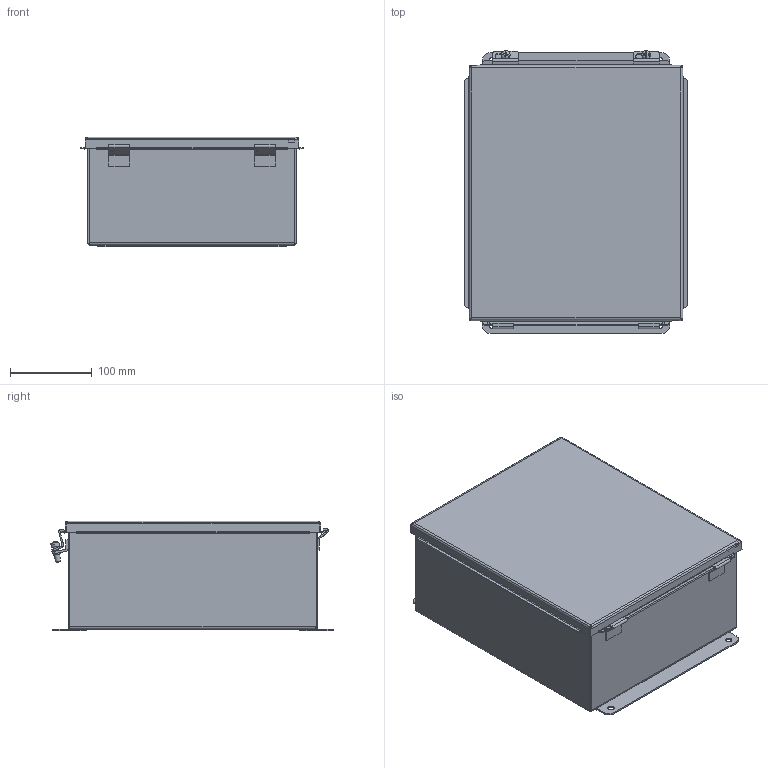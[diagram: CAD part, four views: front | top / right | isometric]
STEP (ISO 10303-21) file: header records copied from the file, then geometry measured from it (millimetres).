
FILE_DESCRIPTION(/* description */ ('JIC,CS,CLAMP COVER,12X10X5'),/* implementation_level */ '2;1');
FILE_NAME(/* name */ 'B121005.stp',/* time_stamp */ '2021-10-23T15:27:12-05:00',/* author */ ('dnichola'),/* organization */ (''),/* preprocessor_version */ 'ST-DEVELOPER v18',/* originating_system */ 'Autodesk Inventor 2020',/* authorisation */ '');
FILE_SCHEMA (('AUTOMOTIVE_DESIGN { 1 0 10303 214 3 1 1 }'));
Length unit declared in the file: inch
Products named in the file (11): B121005; 3499; 3484; C1001; C1002; 372134; H4050550; B_121005_BKP; 316166; 38811; B_1210_LID
Assembly tree (19 placements, depth 2):
  B121005
    3499  x4
    3484  x2
    C1001  x2
    H4050550  x2
    C1002  x2
    372134  x2
    B_121005_BKP
    316166  x2
    38811
    B_1210_LID
Bounding box: 272.22 x 345.27 x 134.21 mm (x, y, z)
Volume: 617676.2 mm3; surface area: 752362.3 mm2
Topology: 19 solids, 19 shells, 434 faces, 1032 edges, 645 vertices
Faces by surface type: plane 279, cylinder 98, bspline 48, sphere 4, cone 3, torus 2
Full cylindrical faces by diameter (mm): 3.175 x2, 3.556 x2, 3.962 x4, 4.826 x1, 4.978 x2, 6.35 x3, 7.62 x4, 7.874 x4, 8.738 x2, 10.402 x2, 15.875 x4
Entity records: 10056 total; most frequent: CARTESIAN_POINT 2574, ORIENTED_EDGE 1422, DIRECTION 1354, EDGE_CURVE 711, LINE 518, VECTOR 518, VERTEX_POINT 433, AXIS2_PLACEMENT_3D 418
